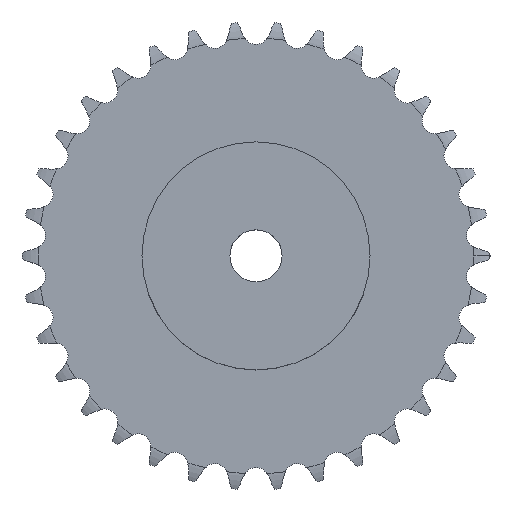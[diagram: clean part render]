
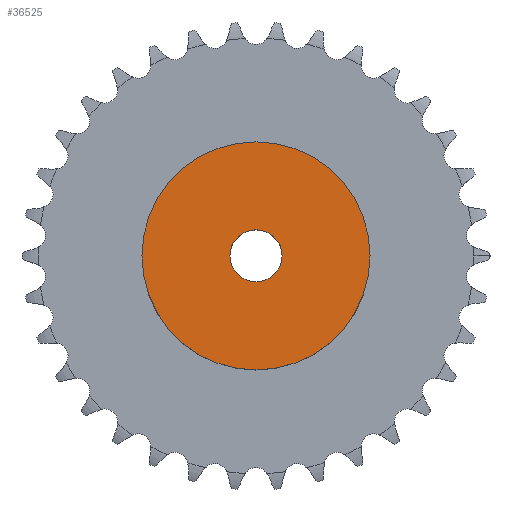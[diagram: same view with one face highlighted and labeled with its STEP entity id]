
A CAD part, top view. The second image highlights one B-rep face of the part: STEP entity #36525.
In plain terms, the highlighted planar face has unit normal (0, 0, 1).
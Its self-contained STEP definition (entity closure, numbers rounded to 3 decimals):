
#6234 = CYLINDRICAL_SURFACE('',#6235,35.);
#6235 = AXIS2_PLACEMENT_3D('',#6236,#6237,#6238);
#6236 = CARTESIAN_POINT('',(0.,0.,0.));
#6237 = DIRECTION('',(-0.,-0.,-1.));
#6238 = DIRECTION('',(1.,0.,0.));
#27324 = VERTEX_POINT('',#27325);
#27325 = CARTESIAN_POINT('',(35.,0.,20.));
#27346 = EDGE_CURVE('',#27324,#27324,#27347,.T.);
#27347 = SURFACE_CURVE('',#27348,(#27353,#27360),.PCURVE_S1.);
#27348 = CIRCLE('',#27349,35.);
#27349 = AXIS2_PLACEMENT_3D('',#27350,#27351,#27352);
#27350 = CARTESIAN_POINT('',(0.,0.,20.));
#27351 = DIRECTION('',(0.,0.,1.));
#27352 = DIRECTION('',(1.,0.,0.));
#27353 = PCURVE('',#6234,#27354);
#27354 = DEFINITIONAL_REPRESENTATION('',(#27355),#27359);
#27355 = LINE('',#27356,#27357);
#27356 = CARTESIAN_POINT('',(-0.,-20.));
#27357 = VECTOR('',#27358,1.);
#27358 = DIRECTION('',(-1.,0.));
#27359 = ( GEOMETRIC_REPRESENTATION_CONTEXT(2) 
PARAMETRIC_REPRESENTATION_CONTEXT() REPRESENTATION_CONTEXT('2D SPACE',''
  ) );
#27360 = PCURVE('',#27361,#27366);
#27361 = PLANE('',#27362);
#27362 = AXIS2_PLACEMENT_3D('',#27363,#27364,#27365);
#27363 = CARTESIAN_POINT('',(0.,0.,20.)
  );
#27364 = DIRECTION('',(0.,0.,1.));
#27365 = DIRECTION('',(1.,0.,0.));
#27366 = DEFINITIONAL_REPRESENTATION('',(#27367),#27371);
#27367 = CIRCLE('',#27368,35.);
#27368 = AXIS2_PLACEMENT_2D('',#27369,#27370);
#27369 = CARTESIAN_POINT('',(0.,0.));
#27370 = DIRECTION('',(1.,0.));
#27371 = ( GEOMETRIC_REPRESENTATION_CONTEXT(2) 
PARAMETRIC_REPRESENTATION_CONTEXT() REPRESENTATION_CONTEXT('2D SPACE',''
  ) );
#32692 = CYLINDRICAL_SURFACE('',#32693,8.);
#32693 = AXIS2_PLACEMENT_3D('',#32694,#32695,#32696);
#32694 = CARTESIAN_POINT('',(0.,0.,218.235));
#32695 = DIRECTION('',(0.,0.,1.));
#32696 = DIRECTION('',(1.,0.,0.));
#36525 = ADVANCED_FACE('',(#36526,#36529),#27361,.T.);
#36526 = FACE_BOUND('',#36527,.T.);
#36527 = EDGE_LOOP('',(#36528));
#36528 = ORIENTED_EDGE('',*,*,#27346,.T.);
#36529 = FACE_BOUND('',#36530,.T.);
#36530 = EDGE_LOOP('',(#36531));
#36531 = ORIENTED_EDGE('',*,*,#36532,.F.);
#36532 = EDGE_CURVE('',#36533,#36533,#36535,.T.);
#36533 = VERTEX_POINT('',#36534);
#36534 = CARTESIAN_POINT('',(8.,0.,20.));
#36535 = SURFACE_CURVE('',#36536,(#36541,#36548),.PCURVE_S1.);
#36536 = CIRCLE('',#36537,8.);
#36537 = AXIS2_PLACEMENT_3D('',#36538,#36539,#36540);
#36538 = CARTESIAN_POINT('',(0.,0.,20.));
#36539 = DIRECTION('',(0.,0.,1.));
#36540 = DIRECTION('',(1.,0.,0.));
#36541 = PCURVE('',#27361,#36542);
#36542 = DEFINITIONAL_REPRESENTATION('',(#36543),#36547);
#36543 = CIRCLE('',#36544,8.);
#36544 = AXIS2_PLACEMENT_2D('',#36545,#36546);
#36545 = CARTESIAN_POINT('',(0.,0.));
#36546 = DIRECTION('',(1.,0.));
#36547 = ( GEOMETRIC_REPRESENTATION_CONTEXT(2) 
PARAMETRIC_REPRESENTATION_CONTEXT() REPRESENTATION_CONTEXT('2D SPACE',''
  ) );
#36548 = PCURVE('',#32692,#36549);
#36549 = DEFINITIONAL_REPRESENTATION('',(#36550),#36554);
#36550 = LINE('',#36551,#36552);
#36551 = CARTESIAN_POINT('',(0.,-198.235));
#36552 = VECTOR('',#36553,1.);
#36553 = DIRECTION('',(1.,0.));
#36554 = ( GEOMETRIC_REPRESENTATION_CONTEXT(2) 
PARAMETRIC_REPRESENTATION_CONTEXT() REPRESENTATION_CONTEXT('2D SPACE',''
  ) );
